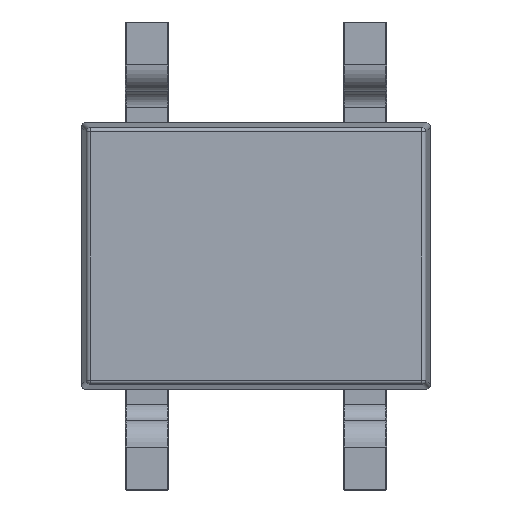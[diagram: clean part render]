
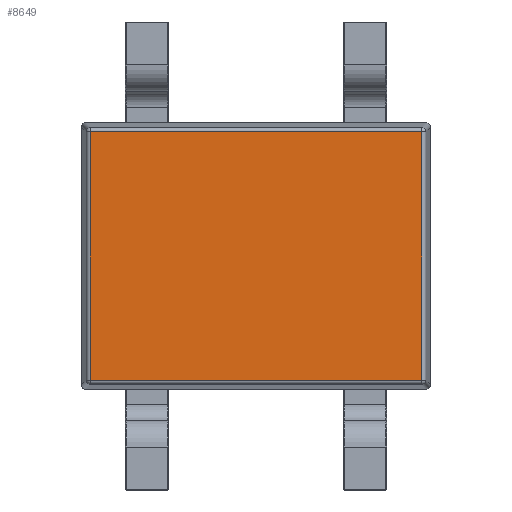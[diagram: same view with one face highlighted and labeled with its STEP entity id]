
A CAD part, front view. The second image highlights one B-rep face of the part: STEP entity #8649.
In plain terms, the highlighted planar face has unit normal (0, -1, 0).
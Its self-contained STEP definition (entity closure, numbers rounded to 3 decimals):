
#170 = AXIS2_PLACEMENT_3D ( 'NONE', #25089, #10835, #27469 ) ;
#263 = CARTESIAN_POINT ( 'NONE',  ( 3.855, 0., 2.895 ) ) ;
#393 = ORIENTED_EDGE ( 'NONE', *, *, #8061, .T. ) ;
#982 = ORIENTED_EDGE ( 'NONE', *, *, #20987, .T. ) ;
#1622 = VERTEX_POINT ( 'NONE', #20617 ) ;
#3636 = VECTOR ( 'NONE', #29688, 1000. ) ;
#4419 = LINE ( 'NONE', #15540, #3636 ) ;
#4618 = VERTEX_POINT ( 'NONE', #22939 ) ;
#5139 = LINE ( 'NONE', #21413, #23344 ) ;
#6395 = VECTOR ( 'NONE', #24294, 1000. ) ;
#8061 = EDGE_CURVE ( 'NONE', #11362, #18894, #22328, .T. ) ;
#8649 = ADVANCED_FACE ( 'NONE', ( #27190 ), #13107, .T. ) ;
#9272 = EDGE_LOOP ( 'NONE', ( #23150, #393, #982, #26614 ) ) ;
#10363 = CARTESIAN_POINT ( 'NONE',  ( 3.855, 0., 0. ) ) ;
#10835 = DIRECTION ( 'NONE',  ( 0., -1., 0. ) ) ;
#11362 = VERTEX_POINT ( 'NONE', #17742 ) ;
#12044 = EDGE_CURVE ( 'NONE', #1622, #11362, #4419, .T. ) ;
#12964 = LINE ( 'NONE', #21385, #24884 ) ;
#13107 = PLANE ( 'NONE',  #170 ) ;
#15540 = CARTESIAN_POINT ( 'NONE',  ( 0., 0., -2.895 ) ) ;
#17742 = CARTESIAN_POINT ( 'NONE',  ( 3.855, 0., -2.895 ) ) ;
#18894 = VERTEX_POINT ( 'NONE', #263 ) ;
#19082 = DIRECTION ( 'NONE',  ( 0., 0., -1. ) ) ;
#20180 = EDGE_CURVE ( 'NONE', #4618, #1622, #12964, .T. ) ;
#20617 = CARTESIAN_POINT ( 'NONE',  ( -3.855, 0., -2.895 ) ) ;
#20987 = EDGE_CURVE ( 'NONE', #18894, #4618, #5139, .T. ) ;
#21385 = CARTESIAN_POINT ( 'NONE',  ( -3.855, 0., 0. ) ) ;
#21413 = CARTESIAN_POINT ( 'NONE',  ( 0., 0., 2.895 ) ) ;
#22328 = LINE ( 'NONE', #10363, #6395 ) ;
#22939 = CARTESIAN_POINT ( 'NONE',  ( -3.855, 0., 2.895 ) ) ;
#23150 = ORIENTED_EDGE ( 'NONE', *, *, #12044, .T. ) ;
#23344 = VECTOR ( 'NONE', #23913, 1000. ) ;
#23913 = DIRECTION ( 'NONE',  ( -1., 0., 0. ) ) ;
#24294 = DIRECTION ( 'NONE',  ( 0., 0., 1. ) ) ;
#24884 = VECTOR ( 'NONE', #19082, 1000. ) ;
#25089 = CARTESIAN_POINT ( 'NONE',  ( 0., 0., 0. ) ) ;
#26614 = ORIENTED_EDGE ( 'NONE', *, *, #20180, .T. ) ;
#27190 = FACE_OUTER_BOUND ( 'NONE', #9272, .T. ) ;
#27469 = DIRECTION ( 'NONE',  ( 0., 0., -1. ) ) ;
#29688 = DIRECTION ( 'NONE',  ( 1., 0., 0. ) ) ;
